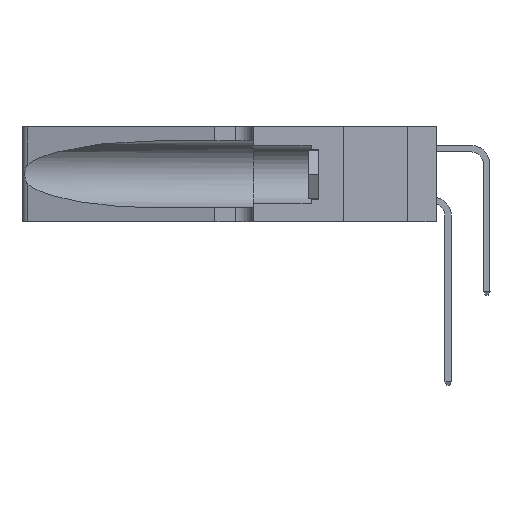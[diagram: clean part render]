
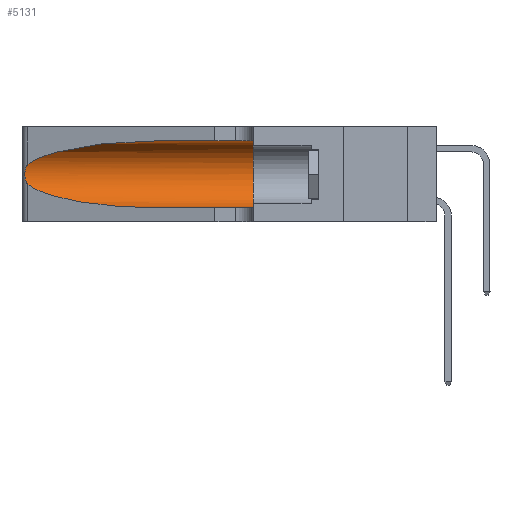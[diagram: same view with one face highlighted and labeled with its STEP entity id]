
A CAD part, left-side view. The second image highlights one B-rep face of the part: STEP entity #5131.
In plain terms, the highlighted cylindrical face has radius 3.308 mm (diameter 6.617 mm), a partial arc.
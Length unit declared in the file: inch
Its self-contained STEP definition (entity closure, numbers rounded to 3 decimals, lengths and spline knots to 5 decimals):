
#584 = ORIENTED_EDGE ( 'NONE', *, *, #3322, .T. ) ;
#750 = CARTESIAN_POINT ( 'NONE',  ( 0.25487, 1.22718, 0.14631 ) ) ;
#1152 = VERTEX_POINT ( 'NONE', #25767 ) ;
#1669 = CARTESIAN_POINT ( 'NONE',  ( 0.1305, 1.61858, 0.185 ) ) ;
#1833 = CARTESIAN_POINT ( 'NONE',  ( 0.2373, 1.15595, 0.08982 ) ) ;
#3090 = CARTESIAN_POINT ( 'NONE',  ( 0.25639, 1.23184, 0.21858 ) ) ;
#3322 = EDGE_CURVE ( 'NONE', #17809, #1152, #8301, .T. ) ;
#3522 = EDGE_LOOP ( 'NONE', ( #584, #29800, #31971, #4823, #22195, #29733 ) ) ;
#4823 = ORIENTED_EDGE ( 'NONE', *, *, #28024, .T. ) ;
#4931 = DIRECTION ( 'NONE',  ( 0., 1., 0. ) ) ;
#5131 = ADVANCED_FACE ( 'NONE', ( #28817 ), #9333, .F. ) ;
#6004 = VECTOR ( 'NONE', #10982, 39.37008 ) ;
#6053 = CARTESIAN_POINT ( 'NONE',  ( 0.25856, 1.23593, 0.16098 ) ) ;
#6659 = CIRCLE ( 'NONE', #23712, 0.13025 ) ;
#7279 = AXIS2_PLACEMENT_3D ( 'NONE', #1669, #24677, #19036 ) ;
#8257 = CARTESIAN_POINT ( 'NONE',  ( 0.26075, 1.23896, 0.19203 ) ) ;
#8301 =( BOUNDED_CURVE ( )  B_SPLINE_CURVE ( 3, ( #25741, #23073, #15345, #30964 ),
 .UNSPECIFIED., .F., .T. ) 
 B_SPLINE_CURVE_WITH_KNOTS ( ( 4, 4 ),
 ( 1.5708, 2.84003 ),
 .UNSPECIFIED. ) 
 CURVE ( )  GEOMETRIC_REPRESENTATION_ITEM ( )  RATIONAL_B_SPLINE_CURVE ( ( 1., 0.87, 0.87, 1. ) ) 
 REPRESENTATION_ITEM ( '' )  );
#9039 = EDGE_CURVE ( 'NONE', #27791, #26254, #6659, .T. ) ;
#9333 = CYLINDRICAL_SURFACE ( 'NONE', #7279, 0.13025 ) ;
#9764 = VECTOR ( 'NONE', #28201, 39.37008 ) ;
#10140 = EDGE_CURVE ( 'NONE', #17809, #27791, #30866, .T. ) ;
#10982 = DIRECTION ( 'NONE',  ( 0., -1., 0. ) ) ;
#11124 = CARTESIAN_POINT ( 'NONE',  ( 0.25555, 1.22994, 0.2215 ) ) ;
#11442 = CARTESIAN_POINT ( 'NONE',  ( 0.1305, 0.72297, 0.05475 ) ) ;
#13540 = CARTESIAN_POINT ( 'NONE',  ( 0.25789, 1.23486, 0.15765 ) ) ;
#15345 = CARTESIAN_POINT ( 'NONE',  ( 0.2373, 1.15595, 0.28018 ) ) ;
#15506 = VERTEX_POINT ( 'NONE', #32648 ) ;
#17809 = VERTEX_POINT ( 'NONE', #19480 ) ;
#18442 = CARTESIAN_POINT ( 'NONE',  ( 0.26018, 1.23835, 0.19895 ) ) ;
#18667 = EDGE_CURVE ( 'NONE', #15506, #21570, #19744, .T. ) ;
#18799 = CARTESIAN_POINT ( 'NONE',  ( 0.25787, 1.23484, 0.2124 ) ) ;
#18879 = CARTESIAN_POINT ( 'NONE',  ( 0.1305, 1.61858, 0.05475 ) ) ;
#19036 = DIRECTION ( 'NONE',  ( 0., 0., -1. ) ) ;
#19480 = CARTESIAN_POINT ( 'NONE',  ( 0.1305, 0.72297, 0.31525 ) ) ;
#19687 = CARTESIAN_POINT ( 'NONE',  ( 0.25487, 1.22718, 0.14631 ) ) ;
#19744 =( BOUNDED_CURVE ( )  B_SPLINE_CURVE ( 3, ( #19687, #1833, #31239, #22915 ),
 .UNSPECIFIED., .F., .T. ) 
 B_SPLINE_CURVE_WITH_KNOTS ( ( 4, 4 ),
 ( 3.44316, 4.71239 ),
 .UNSPECIFIED. ) 
 CURVE ( )  GEOMETRIC_REPRESENTATION_ITEM ( )  RATIONAL_B_SPLINE_CURVE ( ( 1., 0.87, 0.87, 1. ) ) 
 REPRESENTATION_ITEM ( '' )  );
#20174 = CARTESIAN_POINT ( 'NONE',  ( 0.1305, 0.35, 0.185 ) ) ;
#20364 = LINE ( 'NONE', #18879, #6004 ) ;
#20597 = CARTESIAN_POINT ( 'NONE',  ( 0.1305, 1.61858, 0.31525 ) ) ;
#21057 = CARTESIAN_POINT ( 'NONE',  ( 0.26017, 1.23833, 0.17102 ) ) ;
#21570 = VERTEX_POINT ( 'NONE', #11442 ) ;
#22195 = ORIENTED_EDGE ( 'NONE', *, *, #9039, .F. ) ;
#22664 = CARTESIAN_POINT ( 'NONE',  ( 0.1305, 0.35, 0.31525 ) ) ;
#22764 = DIRECTION ( 'NONE',  ( 0., 0., 1. ) ) ;
#22915 = CARTESIAN_POINT ( 'NONE',  ( 0.1305, 0.72297, 0.05475 ) ) ;
#23073 = CARTESIAN_POINT ( 'NONE',  ( 0.18966, 0.96281, 0.31525 ) ) ;
#23712 = AXIS2_PLACEMENT_3D ( 'NONE', #20174, #4931, #22764 ) ;
#23997 = CARTESIAN_POINT ( 'NONE',  ( 0.25487, 1.22718, 0.22369 ) ) ;
#24677 = DIRECTION ( 'NONE',  ( 0., -1., 0. ) ) ;
#25741 = CARTESIAN_POINT ( 'NONE',  ( 0.1305, 0.72297, 0.31525 ) ) ;
#25767 = CARTESIAN_POINT ( 'NONE',  ( 0.25487, 1.22718, 0.22369 ) ) ;
#26254 = VERTEX_POINT ( 'NONE', #28137 ) ;
#27791 = VERTEX_POINT ( 'NONE', #22664 ) ;
#28024 = EDGE_CURVE ( 'NONE', #21570, #26254, #20364, .T. ) ;
#28137 = CARTESIAN_POINT ( 'NONE',  ( 0.1305, 0.35, 0.05475 ) ) ;
#28201 = DIRECTION ( 'NONE',  ( 0., -1., 0. ) ) ;
#28767 = CARTESIAN_POINT ( 'NONE',  ( 0.25854, 1.2359, 0.20912 ) ) ;
#28817 = FACE_OUTER_BOUND ( 'NONE', #3522, .T. ) ;
#28878 = CARTESIAN_POINT ( 'NONE',  ( 0.26075, 1.23896, 0.178 ) ) ;
#29111 = CARTESIAN_POINT ( 'NONE',  ( 0.25639, 1.23186, 0.15144 ) ) ;
#29733 = ORIENTED_EDGE ( 'NONE', *, *, #10140, .F. ) ;
#29800 = ORIENTED_EDGE ( 'NONE', *, *, #31497, .T. ) ;
#30866 = LINE ( 'NONE', #20597, #9764 ) ;
#30964 = CARTESIAN_POINT ( 'NONE',  ( 0.25487, 1.22718, 0.22369 ) ) ;
#31206 = CARTESIAN_POINT ( 'NONE',  ( 0.25555, 1.22993, 0.14849 ) ) ;
#31239 = CARTESIAN_POINT ( 'NONE',  ( 0.18966, 0.96281, 0.05475 ) ) ;
#31305 = B_SPLINE_CURVE_WITH_KNOTS ( 'NONE', 3,
 ( #23997, #11124, #3090, #18799, #28767, #18442, #8257, #28878, #21057, #6053, #13540, #29111, #31206, #750 ),
 .UNSPECIFIED., .F., .F.,
 ( 4, 2, 2, 2, 2, 2, 4 ),
 ( 0., 0.00027, 0.00053, 0.00107, 0.0016, 0.00187, 0.00214 ),
 .UNSPECIFIED. ) ;
#31497 = EDGE_CURVE ( 'NONE', #1152, #15506, #31305, .T. ) ;
#31971 = ORIENTED_EDGE ( 'NONE', *, *, #18667, .T. ) ;
#32648 = CARTESIAN_POINT ( 'NONE',  ( 0.25487, 1.22718, 0.14631 ) ) ;
